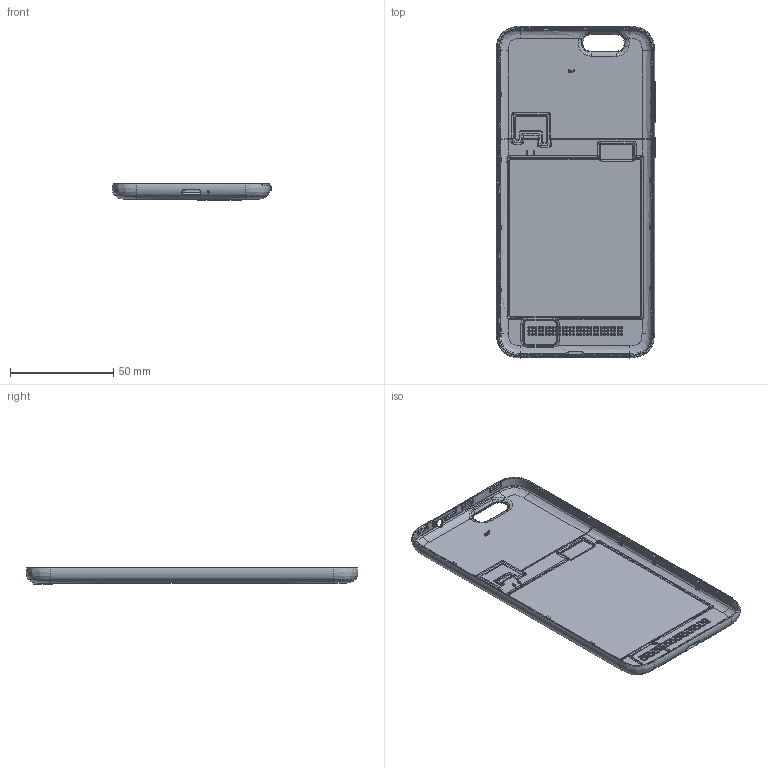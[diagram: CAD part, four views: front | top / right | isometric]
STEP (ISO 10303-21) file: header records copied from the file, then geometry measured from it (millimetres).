
FILE_DESCRIPTION((''),'2;1');
FILE_NAME('BATTERY-CASE-ASM_ASM','2019-07-29T',('win7'),(''),'PRO/ENGINEER BY PARAMETRIC TECHNOLOGY CORPORATION, 2010280','PRO/ENGINEER BY PARAMETRIC TECHNOLOGY CORPORATION, 2010280','');
FILE_SCHEMA(('AUTOMOTIVE_DESIGN_CC2 { 1 2 10303 214 -1 1 5 2 }'));
Products named in the file (8): BATTT-CASE; MANIFOLD_SOLID_BREP_1717; MANIFOLD_SOLID_BREP_3364; KEY-PLASTIC_52_ASM; KEY-RUB_27; KEY-ASM_ASM_3_ASM; X45-KEY_ASM; BATTERY-CASE-ASM_ASM
Assembly tree (7 placements, depth 5):
  BATTERY-CASE-ASM_ASM
    BATTT-CASE
    X45-KEY_ASM
      KEY-ASM_ASM_3_ASM
        KEY-PLASTIC_52_ASM
          MANIFOLD_SOLID_BREP_1717
          MANIFOLD_SOLID_BREP_3364
        KEY-RUB_27
Bounding box: 77.33 x 160.58 x 8.05 mm (x, y, z)
Volume: 12741.1 mm3; surface area: 29296.8 mm2
Topology: 4 solids, 4 shells, 1638 faces, 4203 edges, 2577 vertices
Faces by surface type: plane 599, cylinder 420, bspline 380, cone 199, torus 24, extrusion 12, sphere 4
Entity records: 83197 total; most frequent: CARTESIAN_POINT 32657, ORIENTED_EDGE 8406, DIRECTION 6986, PRESENTATION_STYLE_ASSIGNMENT 4222, STYLED_ITEM 4207, CURVE_STYLE 4203, EDGE_CURVE 4203, VERTEX_POINT 2577
